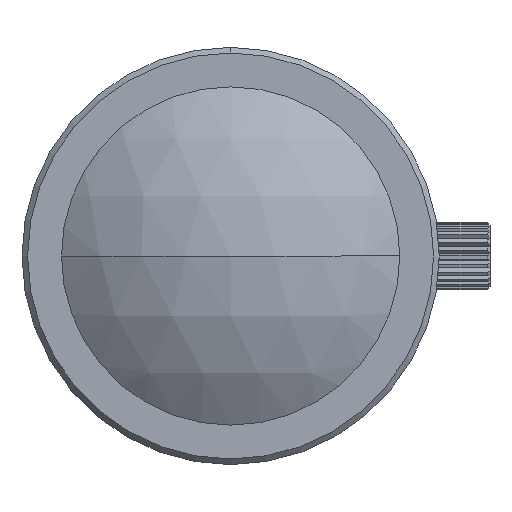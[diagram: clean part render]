
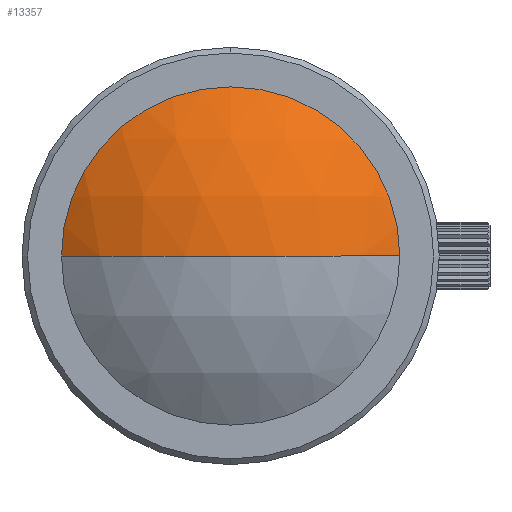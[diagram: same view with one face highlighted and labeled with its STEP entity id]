
A CAD part, left-side view. The second image highlights one B-rep face of the part: STEP entity #13357.
In plain terms, the highlighted spherical face has radius 25 mm.
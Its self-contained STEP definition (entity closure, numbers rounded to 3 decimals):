
#478 = CARTESIAN_POINT ( 'NONE',  ( -42.35, 0., 0. ) ) ;
#3468 = ORIENTED_EDGE ( 'NONE', *, *, #23316, .T. ) ;
#8449 = CARTESIAN_POINT ( 'NONE',  ( -67.35, 0., 0. ) ) ;
#12150 = DIRECTION ( 'NONE',  ( 0., 0., 1. ) ) ;
#12818 = VERTEX_POINT ( 'NONE', #42128 ) ;
#12997 = CIRCLE ( 'NONE', #69668, 15. ) ;
#13357 = ADVANCED_FACE ( 'NONE', ( #50926 ), #68319, .T. ) ;
#13990 = EDGE_LOOP ( 'NONE', ( #39403, #53737, #3468, #17641 ) ) ;
#14501 = CARTESIAN_POINT ( 'NONE',  ( -62.35, 0., 0. ) ) ;
#15571 = DIRECTION ( 'NONE',  ( 0., 0., -1. ) ) ;
#17641 = ORIENTED_EDGE ( 'NONE', *, *, #60745, .T. ) ;
#21360 = AXIS2_PLACEMENT_3D ( 'NONE', #29897, #12150, #51642 ) ;
#22006 = AXIS2_PLACEMENT_3D ( 'NONE', #478, #71490, #44689 ) ;
#22626 = EDGE_CURVE ( 'NONE', #56263, #68182, #48773, .T. ) ;
#23149 = CIRCLE ( 'NONE', #22006, 25. ) ;
#23316 = EDGE_CURVE ( 'NONE', #12818, #67586, #12997, .T. ) ;
#24283 = CIRCLE ( 'NONE', #49731, 15. ) ;
#26560 = CARTESIAN_POINT ( 'NONE',  ( -62.35, 0., 15. ) ) ;
#29897 = CARTESIAN_POINT ( 'NONE',  ( -42.35, 0., 0. ) ) ;
#32888 = DIRECTION ( 'NONE',  ( 0., 0., 1. ) ) ;
#36220 = DIRECTION ( 'NONE',  ( -1., 0., 0. ) ) ;
#39403 = ORIENTED_EDGE ( 'NONE', *, *, #22626, .F. ) ;
#42128 = CARTESIAN_POINT ( 'NONE',  ( -62.35, -15., 0. ) ) ;
#44689 = DIRECTION ( 'NONE',  ( 0., -1., 0. ) ) ;
#48230 = CARTESIAN_POINT ( 'NONE',  ( -62.35, 15., 0. ) ) ;
#48773 = CIRCLE ( 'NONE', #51112, 25. ) ;
#49731 = AXIS2_PLACEMENT_3D ( 'NONE', #66261, #60467, #32888 ) ;
#50926 = FACE_OUTER_BOUND ( 'NONE', #13990, .T. ) ;
#51112 = AXIS2_PLACEMENT_3D ( 'NONE', #53978, #15571, #36220 ) ;
#51642 = DIRECTION ( 'NONE',  ( 0., 1., 0. ) ) ;
#53737 = ORIENTED_EDGE ( 'NONE', *, *, #62551, .T. ) ;
#53978 = CARTESIAN_POINT ( 'NONE',  ( -42.35, 0., 0. ) ) ;
#56263 = VERTEX_POINT ( 'NONE', #8449 ) ;
#60140 = DIRECTION ( 'NONE',  ( -1., 0., 0. ) ) ;
#60467 = DIRECTION ( 'NONE',  ( -1., 0., 0. ) ) ;
#60745 = EDGE_CURVE ( 'NONE', #67586, #68182, #24283, .T. ) ;
#62551 = EDGE_CURVE ( 'NONE', #56263, #12818, #23149, .T. ) ;
#65570 = DIRECTION ( 'NONE',  ( 0., 0., 1. ) ) ;
#66261 = CARTESIAN_POINT ( 'NONE',  ( -62.35, 0., 0. ) ) ;
#67586 = VERTEX_POINT ( 'NONE', #26560 ) ;
#68182 = VERTEX_POINT ( 'NONE', #48230 ) ;
#68319 = SPHERICAL_SURFACE ( 'NONE', #21360, 25. ) ;
#69668 = AXIS2_PLACEMENT_3D ( 'NONE', #14501, #60140, #65570 ) ;
#71490 = DIRECTION ( 'NONE',  ( 0., 0., 1. ) ) ;
